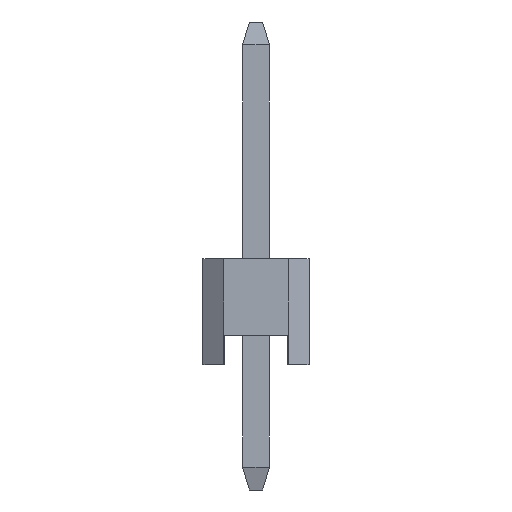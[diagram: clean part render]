
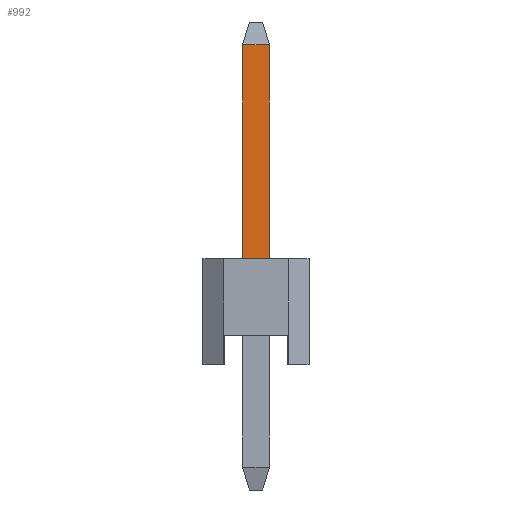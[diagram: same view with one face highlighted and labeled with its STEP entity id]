
A CAD part, left-side view. The second image highlights one B-rep face of the part: STEP entity #992.
In plain terms, the highlighted planar face has unit normal (-1, 0, 0).
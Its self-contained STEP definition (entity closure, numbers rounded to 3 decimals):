
#705 = VERTEX_POINT('',#706);
#706 = CARTESIAN_POINT('',(-0.32,0.32,2.54));
#714 = EDGE_CURVE('',#715,#705,#717,.T.);
#715 = VERTEX_POINT('',#716);
#716 = CARTESIAN_POINT('',(-0.32,-0.32,2.54));
#717 = LINE('',#718,#719);
#718 = CARTESIAN_POINT('',(-0.32,0.225,2.54));
#719 = VECTOR('',#720,1.);
#720 = DIRECTION('',(0.,1.,0.));
#918 = EDGE_CURVE('',#705,#919,#921,.T.);
#919 = VERTEX_POINT('',#920);
#920 = CARTESIAN_POINT('',(-0.32,0.32,7.654));
#921 = LINE('',#922,#923);
#922 = CARTESIAN_POINT('',(-0.32,0.32,-2.454));
#923 = VECTOR('',#924,1.);
#924 = DIRECTION('',(0.,0.,1.));
#975 = VERTEX_POINT('',#976);
#976 = CARTESIAN_POINT('',(-0.32,-0.32,7.654));
#982 = EDGE_CURVE('',#715,#975,#983,.T.);
#983 = LINE('',#984,#985);
#984 = CARTESIAN_POINT('',(-0.32,-0.32,-2.454));
#985 = VECTOR('',#986,1.);
#986 = DIRECTION('',(0.,0.,1.));
#992 = ADVANCED_FACE('',(#993),#1004,.T.);
#993 = FACE_BOUND('',#994,.T.);
#994 = EDGE_LOOP('',(#995,#996,#997,#1003));
#995 = ORIENTED_EDGE('',*,*,#714,.F.);
#996 = ORIENTED_EDGE('',*,*,#982,.T.);
#997 = ORIENTED_EDGE('',*,*,#998,.T.);
#998 = EDGE_CURVE('',#975,#919,#999,.T.);
#999 = LINE('',#1000,#1001);
#1000 = CARTESIAN_POINT('',(-0.32,-0.32,7.654));
#1001 = VECTOR('',#1002,1.);
#1002 = DIRECTION('',(0.,1.,0.));
#1003 = ORIENTED_EDGE('',*,*,#918,.F.);
#1004 = PLANE('',#1005);
#1005 = AXIS2_PLACEMENT_3D('',#1006,#1007,#1008);
#1006 = CARTESIAN_POINT('',(-0.32,-0.32,-2.454));
#1007 = DIRECTION('',(-1.,0.,0.));
#1008 = DIRECTION('',(0.,1.,0.));
